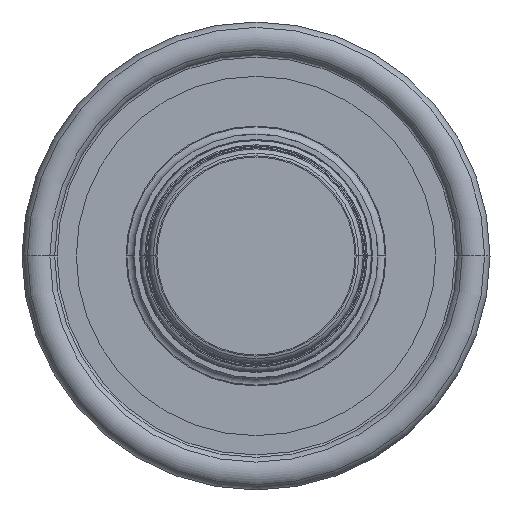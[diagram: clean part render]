
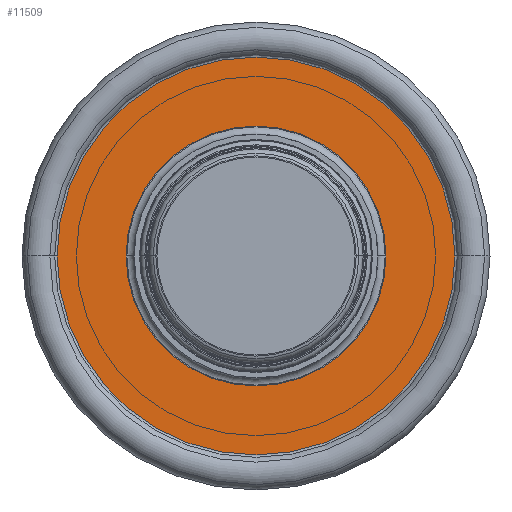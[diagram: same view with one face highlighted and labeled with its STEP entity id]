
A CAD part, front view. The second image highlights one B-rep face of the part: STEP entity #11509.
In plain terms, the highlighted face is planar.
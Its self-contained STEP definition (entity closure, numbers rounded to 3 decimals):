
#8763=CARTESIAN_POINT('',(0.,15.2,0.));
#8764=DIRECTION('',(0.,-1.,0.));
#8765=DIRECTION('',(1.,0.,0.));
#8766=AXIS2_PLACEMENT_3D('',#8763,#8764,#8765);
#8771=CARTESIAN_POINT('',(0.,15.2,0.));
#8772=DIRECTION('',(0.,-1.,0.));
#8773=DIRECTION('',(-1.,0.,0.));
#8774=AXIS2_PLACEMENT_3D('',#8771,#8772,#8773);
#8779=CARTESIAN_POINT('',(0.,15.2,0.));
#8780=DIRECTION('',(0.,1.,0.));
#8781=DIRECTION('',(-1.,0.,0.));
#8782=AXIS2_PLACEMENT_3D('',#8779,#8780,#8781);
#8787=CARTESIAN_POINT('',(0.,15.2,0.));
#8788=DIRECTION('',(0.,1.,0.));
#8789=DIRECTION('',(1.,0.,0.));
#8790=AXIS2_PLACEMENT_3D('',#8787,#8788,#8789);
#9809=CARTESIAN_POINT('',(24.05,15.2,0.));
#9810=CARTESIAN_POINT('',(-24.05,15.2,0.));
#9811=VERTEX_POINT('',#9809);
#9812=VERTEX_POINT('',#9810);
#9813=CARTESIAN_POINT('',(36.814,15.2,0.));
#9814=CARTESIAN_POINT('',(-36.814,15.2,0.));
#9815=VERTEX_POINT('',#9813);
#9816=VERTEX_POINT('',#9814);
#11493=CARTESIAN_POINT('',(0.,15.2,0.));
#11494=DIRECTION('',(0.,1.,0.));
#11495=DIRECTION('',(1.,0.,0.));
#11496=AXIS2_PLACEMENT_3D('',#11493,#11494,#11495);
#11497=PLANE('',#11496);
#11499=ORIENTED_EDGE('',*,*,#11498,.T.);
#11501=ORIENTED_EDGE('',*,*,#11500,.T.);
#11502=EDGE_LOOP('',(#11499,#11501));
#11503=FACE_OUTER_BOUND('',#11502,.F.);
#11505=ORIENTED_EDGE('',*,*,#11504,.T.);
#11506=ORIENTED_EDGE('',*,*,#11483,.T.);
#11507=EDGE_LOOP('',(#11505,#11506));
#11508=FACE_BOUND('',#11507,.F.);
#8767=CIRCLE('',#8766,36.814);
#8775=CIRCLE('',#8774,36.814);
#8783=CIRCLE('',#8782,24.05);
#8791=CIRCLE('',#8790,24.05);
#11483=EDGE_CURVE('',#9811,#9812,#8791,.T.);
#11498=EDGE_CURVE('',#9815,#9816,#8767,.T.);
#11500=EDGE_CURVE('',#9816,#9815,#8775,.T.);
#11504=EDGE_CURVE('',#9812,#9811,#8783,.T.);
#11509=ADVANCED_FACE('',(#11503,#11508),#11497,.T.);
